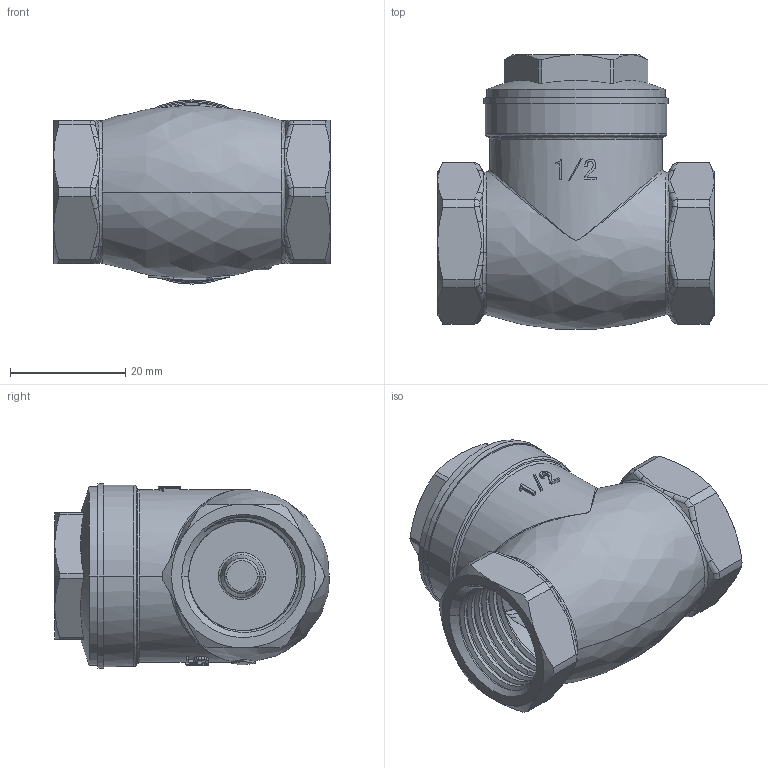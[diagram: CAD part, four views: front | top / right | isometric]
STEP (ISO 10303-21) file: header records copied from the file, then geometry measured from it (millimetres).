
FILE_DESCRIPTION(/* description */ ('Unknown'),/* implementation_level */ '2;1');
FILE_NAME(/* name */ '1052-04',/* time_stamp */ '2024-03-05T09:50:41+01:00',/* author */ ('Unknown'),/* organization */ ('Unknown'),/* preprocessor_version */ 'ST-DEVELOPER v19.4',/* originating_system */ 'Solid Edge',/* authorisation */ 'Unknown');
FILE_SCHEMA (('AUTOMOTIVE_DESIGN {1 0 10303 214 3 1 1}'));
Length unit declared in the file: millimetre
Products named in the file (9): 1052-04; F501-15-1; F501-15-4; F501-15-2; F501-15-3R_ASM; F501-15-3R; F501-15-5R; F501-15-6R; F501-15-7R
Assembly tree (8 placements, depth 3):
  1052-04
    F501-15-1
    F501-15-4
    F501-15-2
    F501-15-3R_ASM
      F501-15-3R
      F501-15-5R
      F501-15-6R
      F501-15-7R
Bounding box: 48 x 47.65 x 32 mm (x, y, z)
Volume: 20592.2 mm3; surface area: 17974.8 mm2
Topology: 7 solids, 7 shells, 450 faces, 1149 edges, 733 vertices
Faces by surface type: cylinder 124, plane 117, bspline 83, cone 65, torus 58, sphere 3
Entity records: 22366 total; most frequent: CARTESIAN_POINT 12213, ORIENTED_EDGE 2294, DIRECTION 1748, EDGE_CURVE 1147, VERTEX_POINT 733, AXIS2_PLACEMENT_3D 726, B_SPLINE_CURVE_WITH_KNOTS 501, EDGE_LOOP 482
